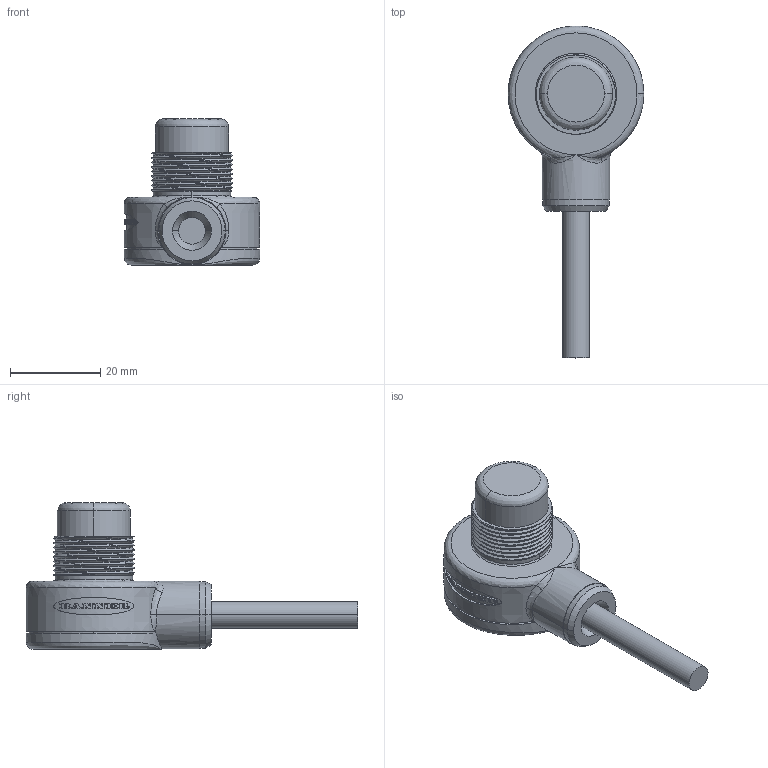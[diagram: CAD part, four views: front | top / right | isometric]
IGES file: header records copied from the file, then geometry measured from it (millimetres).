
Start section:  PTC IGES file: 154435.igs
Global section: file name: 154435.igs; native system: Pro/ENGINEER by Parametric Technology Corporation; preprocessor: 2009141; author: banengservice; organization: Unknown; date: 20101019.111134; units: inch
Bounding box: 30.07 x 73.58 x 32.44 mm (x, y, z)
Volume: 7369.9 mm3; surface area: 10400.9 mm2
Topology: 1 solids, 1 shells, 489 faces, 1312 edges, 853 vertices
Faces by surface type: bspline 197, extrusion 152, revolution 140
